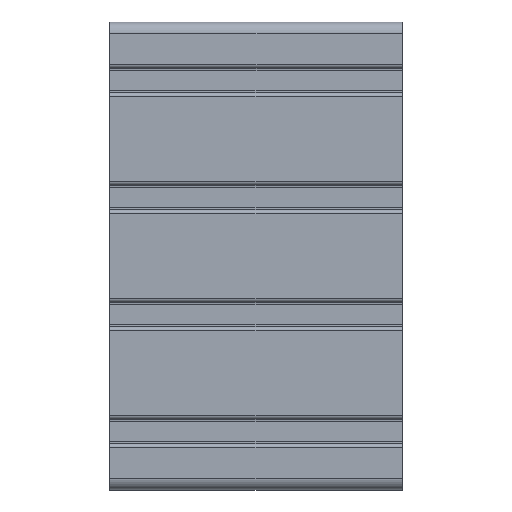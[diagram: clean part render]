
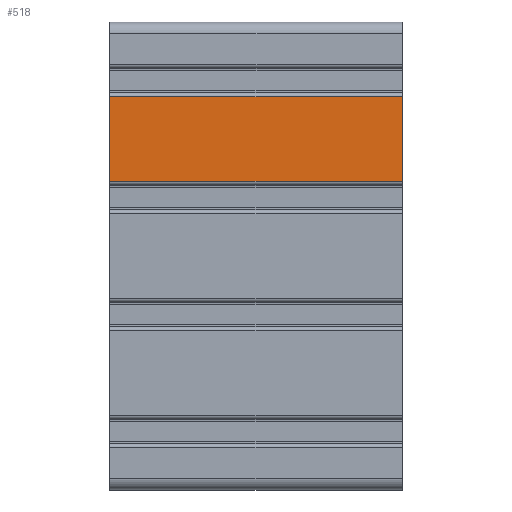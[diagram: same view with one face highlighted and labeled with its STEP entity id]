
A CAD part, left-side view. The second image highlights one B-rep face of the part: STEP entity #518.
In plain terms, the highlighted planar face has unit normal (-1, 0, 0).
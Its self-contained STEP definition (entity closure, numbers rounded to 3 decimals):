
#518 = ADVANCED_FACE( '', ( #1349 ), #1350, .F. );
#1349 = FACE_OUTER_BOUND( '', #2516, .T. );
#1350 = PLANE( '', #2517 );
#2516 = EDGE_LOOP( '', ( #3967, #3968, #3969, #3970 ) );
#2517 = AXIS2_PLACEMENT_3D( '', #3971, #3972, #3973 );
#3967 = ORIENTED_EDGE( '', *, *, #7545, .T. );
#3968 = ORIENTED_EDGE( '', *, *, #7546, .F. );
#3969 = ORIENTED_EDGE( '', *, *, #7547, .F. );
#3970 = ORIENTED_EDGE( '', *, *, #7548, .T. );
#3971 = CARTESIAN_POINT( '', ( -20., 100., 54.4 ) );
#3972 = DIRECTION( '', ( 1., 0., 0. ) );
#3973 = DIRECTION( '', ( 0., 0., -1. ) );
#7545 = EDGE_CURVE( '', #9263, #9264, #9265, .T. );
#7546 = EDGE_CURVE( '', #9266, #9264, #9267, .T. );
#7547 = EDGE_CURVE( '', #9268, #9266, #9269, .T. );
#7548 = EDGE_CURVE( '', #9268, #9263, #9270, .T. );
#9263 = VERTEX_POINT( '', #11697 );
#9264 = VERTEX_POINT( '', #11698 );
#9265 = LINE( '', #11699, #11700 );
#9266 = VERTEX_POINT( '', #11701 );
#9267 = LINE( '', #11702, #11703 );
#9268 = VERTEX_POINT( '', #11704 );
#9269 = LINE( '', #11705, #11706 );
#9270 = LINE( '', #11707, #11708 );
#11697 = CARTESIAN_POINT( '', ( -20., 0., 25.6 ) );
#11698 = CARTESIAN_POINT( '', ( -20., 0., 54.4 ) );
#11699 = CARTESIAN_POINT( '', ( -20., 0., 54.4 ) );
#11700 = VECTOR( '', #14308, 1000. );
#11701 = CARTESIAN_POINT( '', ( -20., 100., 54.4 ) );
#11702 = CARTESIAN_POINT( '', ( -20., 100., 54.4 ) );
#11703 = VECTOR( '', #14309, 1000. );
#11704 = CARTESIAN_POINT( '', ( -20., 100., 25.6 ) );
#11705 = CARTESIAN_POINT( '', ( -20., 100., 54.4 ) );
#11706 = VECTOR( '', #14310, 1000. );
#11707 = CARTESIAN_POINT( '', ( -20., 100., 25.6 ) );
#11708 = VECTOR( '', #14311, 1000. );
#14308 = DIRECTION( '', ( 0., 0., 1. ) );
#14309 = DIRECTION( '', ( 0., -1., 0. ) );
#14310 = DIRECTION( '', ( 0., 0., 1. ) );
#14311 = DIRECTION( '', ( 0., -1., 0. ) );
